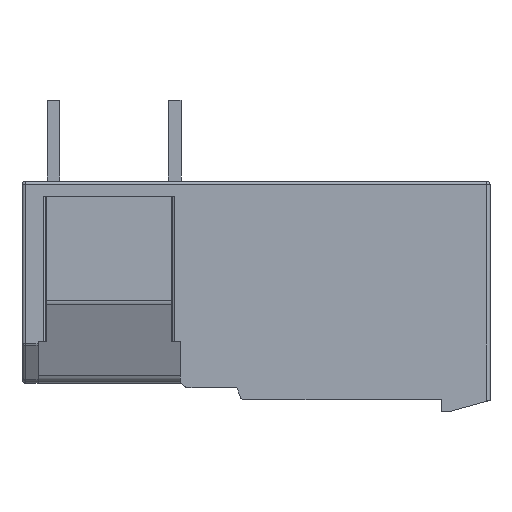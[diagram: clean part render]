
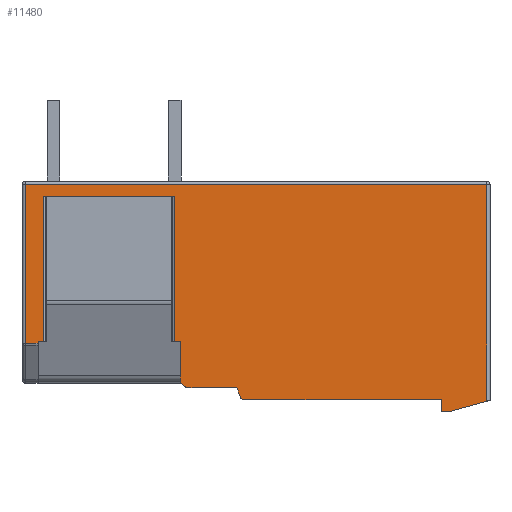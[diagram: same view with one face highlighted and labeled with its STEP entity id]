
A CAD part, front view. The second image highlights one B-rep face of the part: STEP entity #11480.
In plain terms, the highlighted planar face has unit normal (0, -1, 0).
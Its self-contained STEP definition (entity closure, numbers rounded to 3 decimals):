
#1=DIRECTION('',(0.,0.,-1.));
#2=VECTOR('',#1,13.446);
#3=CARTESIAN_POINT('',(17.65,0.,6.756));
#4=LINE('',#3,#2);
#5=DIRECTION('',(-0.963,0.,-0.27));
#6=VECTOR('',#5,2.388);
#7=CARTESIAN_POINT('',(17.65,0.,-6.69));
#8=LINE('',#7,#6);
#9=DIRECTION('',(-1.,0.,0.));
#10=VECTOR('',#9,0.5);
#11=CARTESIAN_POINT('',(15.35,0.,-7.334));
#12=LINE('',#11,#10);
#13=DIRECTION('',(0.,0.,1.));
#14=VECTOR('',#13,0.75);
#15=CARTESIAN_POINT('',(14.85,0.,-7.334));
#16=LINE('',#15,#14);
#17=DIRECTION('',(-1.,0.,0.));
#18=VECTOR('',#17,12.26);
#19=CARTESIAN_POINT('',(14.85,0.,-6.584));
#20=LINE('',#19,#18);
#21=CARTESIAN_POINT('',(2.59,0.,-6.384));
#22=DIRECTION('',(0.,1.,0.));
#23=DIRECTION('',(0.,0.,-1.));
#24=AXIS2_PLACEMENT_3D('',#21,#22,#23);
#26=DIRECTION('',(-0.376,0.,0.927));
#27=VECTOR('',#26,0.664);
#28=CARTESIAN_POINT('',(2.405,0.,-6.459));
#29=LINE('',#28,#27);
#30=DIRECTION('',(-1.,0.,0.));
#31=VECTOR('',#30,3.085);
#32=CARTESIAN_POINT('',(2.155,0.,-5.844));
#33=LINE('',#32,#31);
#34=CARTESIAN_POINT('',(-0.93,0.,-5.644));
#35=DIRECTION('',(0.,1.,0.));
#36=DIRECTION('',(0.,0.,-1.));
#37=AXIS2_PLACEMENT_3D('',#34,#35,#36);
#39=DIRECTION('',(-0.707,0.,0.707));
#40=VECTOR('',#39,0.313);
#41=CARTESIAN_POINT('',(-1.071,0.,-5.785));
#42=LINE('',#41,#40);
#43=DIRECTION('',(-1.,0.,0.));
#44=VECTOR('',#43,0.057);
#45=CARTESIAN_POINT('',(-1.293,0.,-5.564));
#46=LINE('',#45,#44);
#47=DIRECTION('',(0.,0.,-1.));
#48=VECTOR('',#47,2.58);
#49=CARTESIAN_POINT('',(-1.35,0.,-2.984));
#50=LINE('',#49,#48);
#51=DIRECTION('',(-1.,0.,0.));
#52=VECTOR('',#51,8.16);
#53=CARTESIAN_POINT('',(-1.67,0.,6.016));
#54=LINE('',#53,#52);
#55=DIRECTION('',(0.,0.,-1.));
#56=VECTOR('',#55,9.);
#57=CARTESIAN_POINT('',(-9.83,0.,6.016));
#58=LINE('',#57,#56);
#59=DIRECTION('',(0.,0.,-1.));
#60=VECTOR('',#59,0.123);
#61=CARTESIAN_POINT('',(-10.15,0.,-2.984));
#62=LINE('',#61,#60);
#63=DIRECTION('',(-1.,0.,0.));
#64=VECTOR('',#63,0.8);
#65=CARTESIAN_POINT('',(-10.15,0.,-3.106));
#66=LINE('',#65,#64);
#67=DIRECTION('',(0.,0.,1.));
#68=VECTOR('',#67,9.863);
#69=CARTESIAN_POINT('',(-10.95,0.,-3.106));
#70=LINE('',#69,#68);
#71=DIRECTION('',(1.,0.,0.));
#72=VECTOR('',#71,28.6);
#73=CARTESIAN_POINT('',(-10.95,0.,6.756));
#74=LINE('',#73,#72);
#84=CARTESIAN_POINT('',(17.65,0.,-6.69));
#7614=DIRECTION('',(-1.,0.,0.));
#7615=VECTOR('',#7614,0.32);
#7616=CARTESIAN_POINT('',(-1.35,0.,-2.984));
#7617=LINE('',#7616,#7615);
#7618=DIRECTION('',(-1.,0.,0.));
#7619=VECTOR('',#7618,0.32);
#7620=CARTESIAN_POINT('',(-9.83,0.,-2.984));
#7621=LINE('',#7620,#7619);
#7653=DIRECTION('',(0.,0.,-1.));
#7654=VECTOR('',#7653,9.);
#7655=CARTESIAN_POINT('',(-1.67,0.,6.016));
#7656=LINE('',#7655,#7654);
#8739=CARTESIAN_POINT('',(15.35,0.,-7.334));
#8740=CARTESIAN_POINT('',(14.85,0.,-7.334));
#8741=VERTEX_POINT('',#8739);
#8742=VERTEX_POINT('',#8740);
#8743=CARTESIAN_POINT('',(14.85,0.,-6.584));
#8744=VERTEX_POINT('',#8743);
#8745=CARTESIAN_POINT('',(2.59,0.,-6.584));
#8746=VERTEX_POINT('',#8745);
#8747=CARTESIAN_POINT('',(2.405,0.,-6.459));
#8748=VERTEX_POINT('',#8747);
#8749=CARTESIAN_POINT('',(2.155,0.,-5.844));
#8750=VERTEX_POINT('',#8749);
#8751=CARTESIAN_POINT('',(-0.93,0.,-5.844));
#8752=VERTEX_POINT('',#8751);
#8753=CARTESIAN_POINT('',(-1.071,0.,-5.785));
#8754=VERTEX_POINT('',#8753);
#8755=CARTESIAN_POINT('',(-1.293,0.,-5.564));
#8756=VERTEX_POINT('',#8755);
#10435=CARTESIAN_POINT('',(-1.35,0.,-5.564));
#10437=VERTEX_POINT('',#10435);
#10441=CARTESIAN_POINT('',(-1.67,0.,-2.984));
#10443=VERTEX_POINT('',#10441);
#10446=CARTESIAN_POINT('',(-9.83,0.,-2.984));
#10448=VERTEX_POINT('',#10446);
#10450=CARTESIAN_POINT('',(-1.35,0.,-2.984));
#10452=VERTEX_POINT('',#10450);
#10455=CARTESIAN_POINT('',(-10.15,0.,-2.984));
#10457=VERTEX_POINT('',#10455);
#10461=CARTESIAN_POINT('',(-1.67,0.,6.016));
#10463=VERTEX_POINT('',#10461);
#10466=CARTESIAN_POINT('',(-9.83,0.,6.016));
#10468=VERTEX_POINT('',#10466);
#10525=CARTESIAN_POINT('',(-10.15,0.,-3.106));
#10526=VERTEX_POINT('',#10525);
#10536=VERTEX_POINT('',#84);
#10537=CARTESIAN_POINT('',(17.65,0.,6.756));
#10538=VERTEX_POINT('',#10537);
#10545=CARTESIAN_POINT('',(-10.95,0.,6.756));
#10546=VERTEX_POINT('',#10545);
#10551=CARTESIAN_POINT('',(-10.95,0.,-3.106));
#10552=VERTEX_POINT('',#10551);
#11431=CARTESIAN_POINT('',(0.,0.,0.));
#11432=DIRECTION('',(0.,1.,0.));
#11433=DIRECTION('',(1.,0.,0.));
#11434=AXIS2_PLACEMENT_3D('',#11431,#11432,#11433);
#11435=PLANE('',#11434);
#11437=ORIENTED_EDGE('',*,*,#11436,.T.);
#11439=ORIENTED_EDGE('',*,*,#11438,.T.);
#11441=ORIENTED_EDGE('',*,*,#11440,.T.);
#11443=ORIENTED_EDGE('',*,*,#11442,.T.);
#11445=ORIENTED_EDGE('',*,*,#11444,.T.);
#11447=ORIENTED_EDGE('',*,*,#11446,.T.);
#11449=ORIENTED_EDGE('',*,*,#11448,.T.);
#11451=ORIENTED_EDGE('',*,*,#11450,.T.);
#11453=ORIENTED_EDGE('',*,*,#11452,.T.);
#11455=ORIENTED_EDGE('',*,*,#11454,.T.);
#11457=ORIENTED_EDGE('',*,*,#11456,.T.);
#11459=ORIENTED_EDGE('',*,*,#11458,.F.);
#11461=ORIENTED_EDGE('',*,*,#11460,.T.);
#11463=ORIENTED_EDGE('',*,*,#11462,.F.);
#11465=ORIENTED_EDGE('',*,*,#11464,.T.);
#11467=ORIENTED_EDGE('',*,*,#11466,.T.);
#11469=ORIENTED_EDGE('',*,*,#11468,.T.);
#11471=ORIENTED_EDGE('',*,*,#11470,.T.);
#11473=ORIENTED_EDGE('',*,*,#11472,.T.);
#11475=ORIENTED_EDGE('',*,*,#11474,.T.);
#11477=ORIENTED_EDGE('',*,*,#11476,.T.);
#11478=EDGE_LOOP('',(#11437,#11439,#11441,#11443,#11445,#11447,#11449,#11451,
#11453,#11455,#11457,#11459,#11461,#11463,#11465,#11467,#11469,#11471,#11473,
#11475,#11477));
#11479=FACE_OUTER_BOUND('',#11478,.F.);
#11480=ADVANCED_FACE('',(#11479),#11435,.F.);
#25=CIRCLE('',#24,0.2);
#38=CIRCLE('',#37,0.2);
#11436=EDGE_CURVE('',#10538,#10536,#4,.T.);
#11438=EDGE_CURVE('',#10536,#8741,#8,.T.);
#11440=EDGE_CURVE('',#8741,#8742,#12,.T.);
#11442=EDGE_CURVE('',#8742,#8744,#16,.T.);
#11444=EDGE_CURVE('',#8744,#8746,#20,.T.);
#11446=EDGE_CURVE('',#8746,#8748,#25,.T.);
#11448=EDGE_CURVE('',#8748,#8750,#29,.T.);
#11450=EDGE_CURVE('',#8750,#8752,#33,.T.);
#11452=EDGE_CURVE('',#8752,#8754,#38,.T.);
#11454=EDGE_CURVE('',#8754,#8756,#42,.T.);
#11456=EDGE_CURVE('',#8756,#10437,#46,.T.);
#11458=EDGE_CURVE('',#10452,#10437,#50,.T.);
#11460=EDGE_CURVE('',#10452,#10443,#7617,.T.);
#11462=EDGE_CURVE('',#10463,#10443,#7656,.T.);
#11464=EDGE_CURVE('',#10463,#10468,#54,.T.);
#11466=EDGE_CURVE('',#10468,#10448,#58,.T.);
#11468=EDGE_CURVE('',#10448,#10457,#7621,.T.);
#11470=EDGE_CURVE('',#10457,#10526,#62,.T.);
#11472=EDGE_CURVE('',#10526,#10552,#66,.T.);
#11474=EDGE_CURVE('',#10552,#10546,#70,.T.);
#11476=EDGE_CURVE('',#10546,#10538,#74,.T.);
